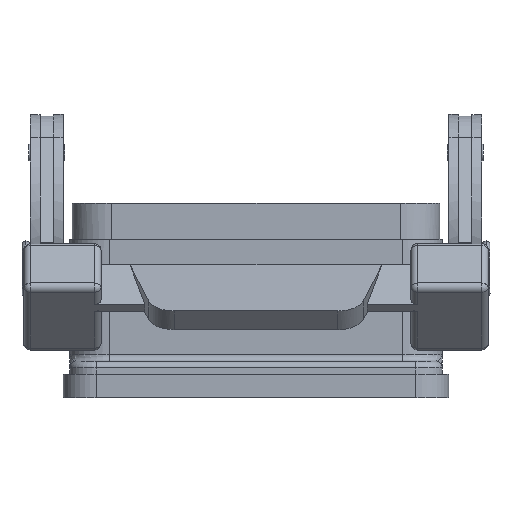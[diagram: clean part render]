
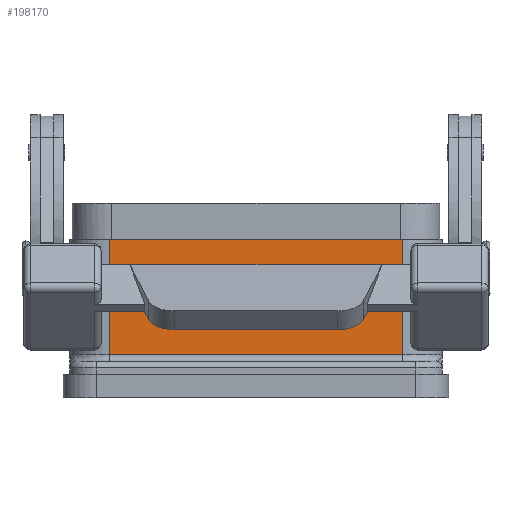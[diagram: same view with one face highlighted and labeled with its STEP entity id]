
A CAD part, left-side view. The second image highlights one B-rep face of the part: STEP entity #198170.
In plain terms, the highlighted planar face has unit normal (-1, 0, 0).
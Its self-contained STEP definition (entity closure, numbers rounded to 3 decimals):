
#74910=CARTESIAN_POINT('',(-41.25,22.25,6.5));
#74920=VERTEX_POINT('',#74910);
#74950=CARTESIAN_POINT('',(-41.25,22.25,6.5));
#74960=DIRECTION('',(0.,-1.,0.));
#74970=VECTOR('',#74960,44.5);
#74980=LINE('',#74950,#74970);
#74990=CARTESIAN_POINT('',(-41.25,-22.25,6.5));
#75000=VERTEX_POINT('',#74990);
#75010=EDGE_CURVE('',#74920,#75000,#74980,.T.);
#147850=CARTESIAN_POINT('',(-41.25,-22.25,6.5));
#147860=DIRECTION('',(0.,0.,1.));
#147870=VECTOR('',#147860,17.5);
#147880=LINE('',#147850,#147870);
#147890=CARTESIAN_POINT('',(-41.25,-22.25,24.));
#147900=VERTEX_POINT('',#147890);
#147910=EDGE_CURVE('',#75000,#147900,#147880,.T.);
#197940=CARTESIAN_POINT('',(-41.25,22.25,1.5));
#197950=DIRECTION('',(1.,-0.,0.));
#197960=DIRECTION('',(0.,0.,-1.));
#197970=AXIS2_PLACEMENT_3D('',#197940,#197950,#197960);
#197980=PLANE('',#197970);
#197990=ORIENTED_EDGE('',*,*,#75010,.T.);
#198000=CARTESIAN_POINT('',(-41.25,22.25,6.5));
#198010=DIRECTION('',(0.,0.,1.));
#198020=VECTOR('',#198010,17.5);
#198030=LINE('',#198000,#198020);
#198040=CARTESIAN_POINT('',(-41.25,22.25,24.));
#198050=VERTEX_POINT('',#198040);
#198060=EDGE_CURVE('',#74920,#198050,#198030,.T.);
#198070=ORIENTED_EDGE('',*,*,#198060,.F.);
#198080=CARTESIAN_POINT('',(-41.25,22.25,24.));
#198090=DIRECTION('',(0.,-1.,0.));
#198100=VECTOR('',#198090,44.5);
#198110=LINE('',#198080,#198100);
#198120=EDGE_CURVE('',#198050,#147900,#198110,.T.);
#198130=ORIENTED_EDGE('',*,*,#198120,.F.);
#198140=ORIENTED_EDGE('',*,*,#147910,.T.);
#198150=EDGE_LOOP('',(#198140,#198130,#198070,#197990));
#198160=FACE_OUTER_BOUND('',#198150,.T.);
#198170=ADVANCED_FACE('',(#198160),#197980,.F.);
